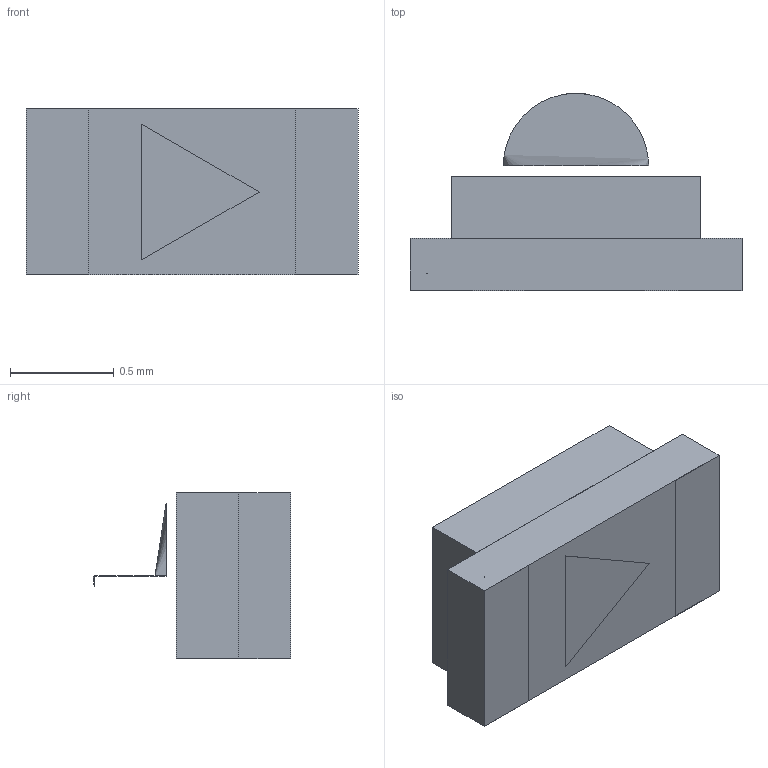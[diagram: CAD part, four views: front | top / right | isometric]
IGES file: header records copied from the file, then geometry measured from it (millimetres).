
Start section: SolidWorks IGES file using analytic representation for surfaces
Global section: file name: APTD1608.IGS; native system: SolidWorks 2014; preprocessor: SolidWorks 2014; author: evant; date: 200129.150913; units: millimetre
Bounding box: 1.6 x 0.95 x 0.8 mm (x, y, z)
Surface area: 9.4 mm2 (no closed solid volume)
Topology: 0 solids, 0 shells, 42 faces, 186 edges, 185 vertices
Faces by surface type: bspline 40, revolution 2
